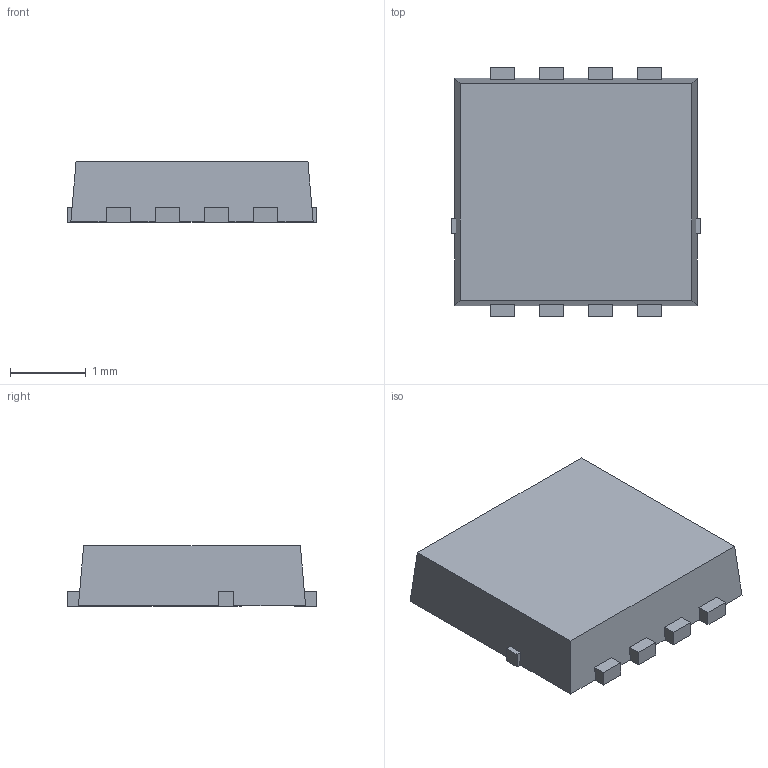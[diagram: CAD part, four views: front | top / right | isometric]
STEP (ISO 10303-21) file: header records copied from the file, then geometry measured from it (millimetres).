
FILE_DESCRIPTION( (''), '2;1');
FILE_NAME ('HSMT8_single_内製.stp','2025-04-02T17:13:23',(''),(''),'spGate 19.8.4 (****-****-****-****)','','');
FILE_SCHEMA (('AUTOMOTIVE_DESIGN'));
Length unit declared in the file: millimetre
Products named in the file (7): Assembly; HSMT8_single_内製-prt0; HSMT8_single_内製-prt1; HSMT8_single_内製-prt2; HSMT8_single_内製-prt3; HSMT8_single_内製-prt4; HSMT8_single_内製-prt5
Assembly tree (6 placements, depth 2):
  Assembly
    HSMT8_single_内製-prt0
    HSMT8_single_内製-prt1
    HSMT8_single_内製-prt2
    HSMT8_single_内製-prt3
    HSMT8_single_内製-prt4
    HSMT8_single_内製-prt5
Bounding box: 3.3 x 3.3 x 0.8 mm (x, y, z)
Volume: 7.4 mm3; surface area: 45.5 mm2
Topology: 6 solids, 6 shells, 104 faces, 276 edges, 184 vertices
Faces by surface type: plane 104
Entity records: 5570 total; most frequent: CARTESIAN_POINT 578, ORIENTED_EDGE 552, DIRECTION 512, COLOUR_RGB 386, PRESENTATION_STYLE_ASSIGNMENT 386, STYLED_ITEM 386, EDGE_CURVE 276, LINE 276
